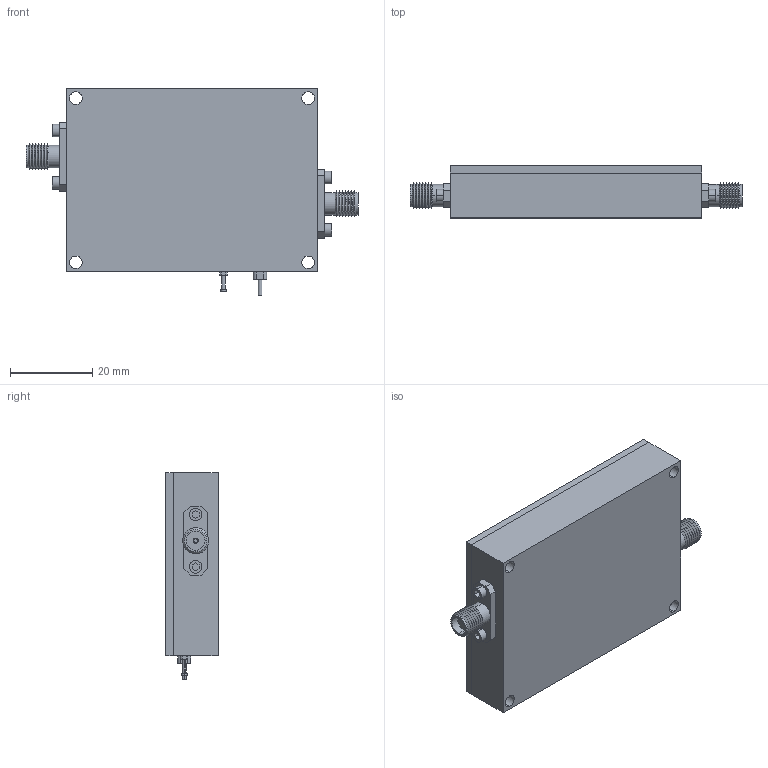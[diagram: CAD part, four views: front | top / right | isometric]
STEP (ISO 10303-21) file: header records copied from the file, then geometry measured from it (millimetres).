
FILE_DESCRIPTION (( 'STEP AP203' ), '1' );
FILE_NAME ('SPA-020-27-04-SMA.STEP', '2020-09-23T09:22:27', ( '' ), ( '' ), 'SwSTEP 2.0', 'SolidWorks 2018', '' );
FILE_SCHEMA (( 'CONFIG_CONTROL_DESIGN' ));
Length unit declared in the file: inch
Products named in the file (1): SPA-020-27-04-SMA
Bounding box: 80.62 x 12.7 x 50.16 mm (x, y, z)
Volume: 34773 mm3; surface area: 15029.5 mm2
Topology: 4 solids, 4 shells, 670 faces, 1701 edges, 1114 vertices
Faces by surface type: plane 395, bspline 156, cylinder 63, cone 56
Entity records: 27952 total; most frequent: CARTESIAN_POINT 12582, ORIENTED_EDGE 3402, DIRECTION 2597, EDGE_CURVE 1701, VECTOR 1211, LINE 1211, VERTEX_POINT 1114, EDGE_LOOP 761
